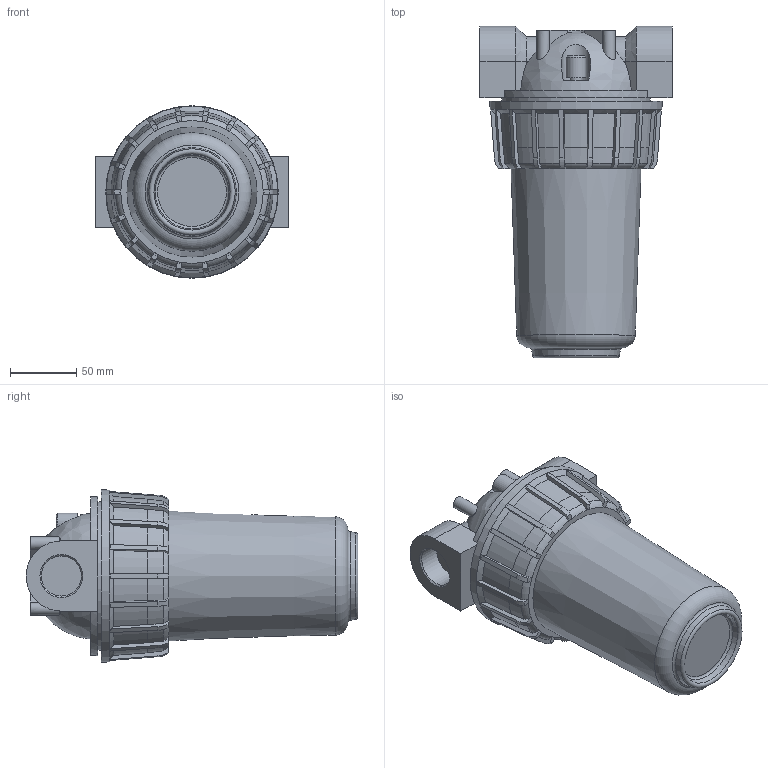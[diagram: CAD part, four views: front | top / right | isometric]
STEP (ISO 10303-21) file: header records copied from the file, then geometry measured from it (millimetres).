
FILE_DESCRIPTION(/* description */ (''),/* implementation_level */ '2;1');
FILE_NAME(/* name */ '3D_filfvp1.stp',/* time_stamp */ '2017-09-26T15:54:44+02:00',/* author */ ('lmacia'),/* organization */ (''),/* preprocessor_version */ 'ST-DEVELOPER v16.13',/* originating_system */ 'Autodesk Inventor 2018',/* authorisation */ '');
FILE_SCHEMA (('AUTOMOTIVE_DESIGN { 1 0 10303 214 3 1 1 }'));
Length unit declared in the file: millimetre
Products named in the file (1): 3D_filfvp1
Bounding box: 145 x 250.06 x 130.02 mm (x, y, z)
Volume: 1940305.1 mm3; surface area: 124949.5 mm2
Topology: 19 solids, 19 shells, 388 faces, 851 edges, 493 vertices
Faces by surface type: plane 230, cylinder 82, cone 51, torus 22, bspline 3
Full cylindrical faces by diameter (mm): 9 x1, 9.8 x1, 15 x1, 30.291 x2, 111.795 x1, 119.995 x1
Entity records: 10863 total; most frequent: CARTESIAN_POINT 2251, DIRECTION 1816, ORIENTED_EDGE 1800, EDGE_CURVE 828, AXIS2_PLACEMENT_3D 623, LINE 570, VECTOR 570, VERTEX_POINT 492
